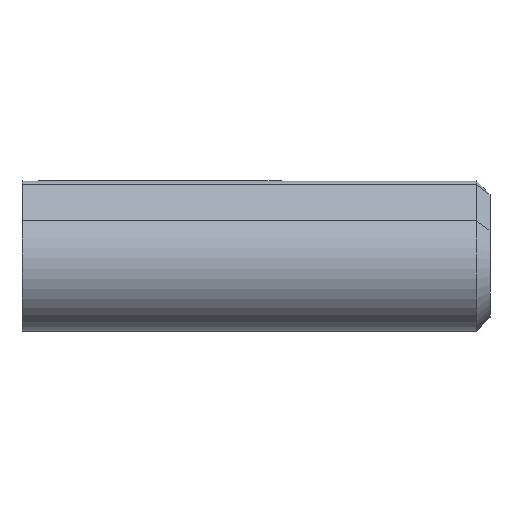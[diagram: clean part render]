
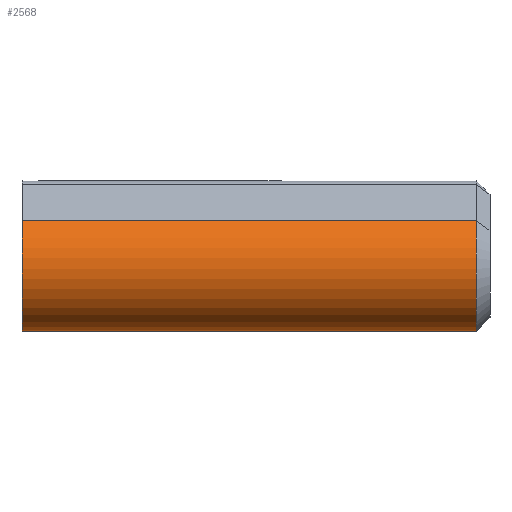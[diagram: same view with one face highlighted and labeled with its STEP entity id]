
A CAD part, front view. The second image highlights one B-rep face of the part: STEP entity #2568.
In plain terms, the highlighted cylindrical face has radius 14 mm (diameter 28 mm), a partial arc.
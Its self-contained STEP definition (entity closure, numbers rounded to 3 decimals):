
#144=CIRCLE('',#2791,14.);
#147=CIRCLE('',#2797,14.);
#302=FACE_OUTER_BOUND('',#451,.T.);
#451=EDGE_LOOP('',(#2072,#2073,#2074,#2075));
#658=LINE('',#4927,#776);
#663=LINE('',#4961,#781);
#776=VECTOR('',#3257,10.);
#781=VECTOR('',#3266,10.);
#1125=VERTEX_POINT('',#4859);
#1126=VERTEX_POINT('',#4866);
#1135=VERTEX_POINT('',#4926);
#1142=VERTEX_POINT('',#4960);
#1468=EDGE_CURVE('',#1126,#1125,#144,.T.);
#1477=EDGE_CURVE('',#1135,#1125,#658,.T.);
#1485=EDGE_CURVE('',#1126,#1142,#663,.T.);
#1486=EDGE_CURVE('',#1142,#1135,#147,.T.);
#2072=ORIENTED_EDGE('',*,*,#1468,.F.);
#2073=ORIENTED_EDGE('',*,*,#1485,.T.);
#2074=ORIENTED_EDGE('',*,*,#1486,.T.);
#2075=ORIENTED_EDGE('',*,*,#1477,.T.);
#2472=CYLINDRICAL_SURFACE('',#2796,14.);
#2568=ADVANCED_FACE('',(#302),#2472,.T.);
#2791=AXIS2_PLACEMENT_3D('',#4875,#3245,#3246);
#2796=AXIS2_PLACEMENT_3D('',#4959,#3264,#3265);
#2797=AXIS2_PLACEMENT_3D('',#4962,#3267,#3268);
#3245=DIRECTION('center_axis',(1.,0.,0.));
#3246=DIRECTION('ref_axis',(0.,0.,-1.));
#3257=DIRECTION('',(1.,0.,0.));
#3264=DIRECTION('center_axis',(1.,0.,0.));
#3265=DIRECTION('ref_axis',(0.,0.,-1.));
#3266=DIRECTION('',(-1.,0.,0.));
#3267=DIRECTION('center_axis',(1.,0.,0.));
#3268=DIRECTION('ref_axis',(0.,0.,-1.));
#4859=CARTESIAN_POINT('',(342.,29.084,1.03));
#4866=CARTESIAN_POINT('',(342.,20.101,24.899));
#4875=CARTESIAN_POINT('Origin',(342.,30.,15.));
#4926=CARTESIAN_POINT('',(244.,29.084,1.03));
#4927=CARTESIAN_POINT('',(292.5,29.084,1.03));
#4959=CARTESIAN_POINT('Origin',(292.5,30.,15.));
#4960=CARTESIAN_POINT('',(244.,20.101,24.899));
#4961=CARTESIAN_POINT('',(292.5,20.101,24.899));
#4962=CARTESIAN_POINT('Origin',(244.,30.,15.));
